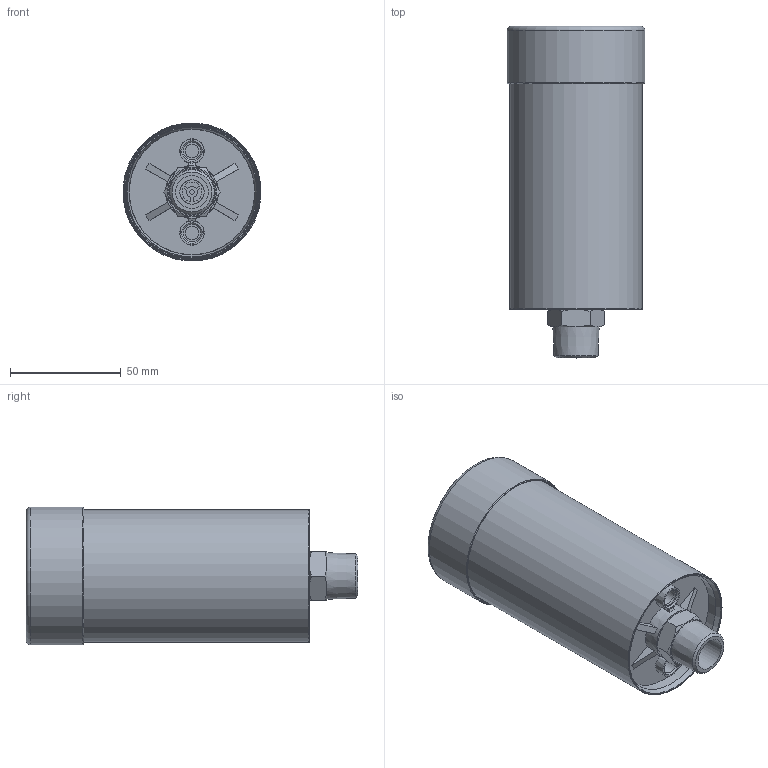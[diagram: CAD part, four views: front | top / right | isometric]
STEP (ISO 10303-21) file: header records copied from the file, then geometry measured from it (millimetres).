
FILE_DESCRIPTION (( 'STEP AP214' ), '1' );
FILE_NAME ('05.0010.50 VV-D_1L_N_00_V2_XC_N12m.STEP', '2025-03-26T14:52:34', ( '' ), ( '' ), 'SwSTEP 2.0', 'SolidWorks 2020', '' );
FILE_SCHEMA (( 'AUTOMOTIVE_DESIGN' ));
Length unit declared in the file: millimetre
Products named in the file (1): 05.0010.50 VV-D_1L_N_00_V2_XC_N12m
Bounding box: 62.36 x 150 x 62.36 mm (x, y, z)
Volume: 93081.8 mm3; surface area: 82956.8 mm2
Topology: 3 solids, 3 shells, 491 faces, 1190 edges, 725 vertices
Faces by surface type: plane 140, bspline 120, cone 98, torus 62, cylinder 39, sphere 32
Full cylindrical faces by diameter (mm): 2 x1, 6 x2, 7.9 x4, 11 x1, 14.75 x1, 14.95 x1, 22 x1, 60 x1, 62.5 x1
Entity records: 22599 total; most frequent: CARTESIAN_POINT 7012, ORIENTED_EDGE 2244, DIRECTION 1874, EDGE_CURVE 1122, AXIS2_PLACEMENT_3D 836, VERTEX_POINT 708, EDGE_LOOP 582, FACE_OUTER_BOUND 518
